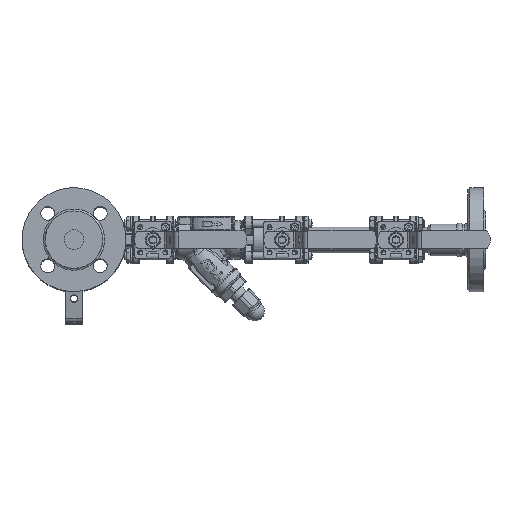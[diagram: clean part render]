
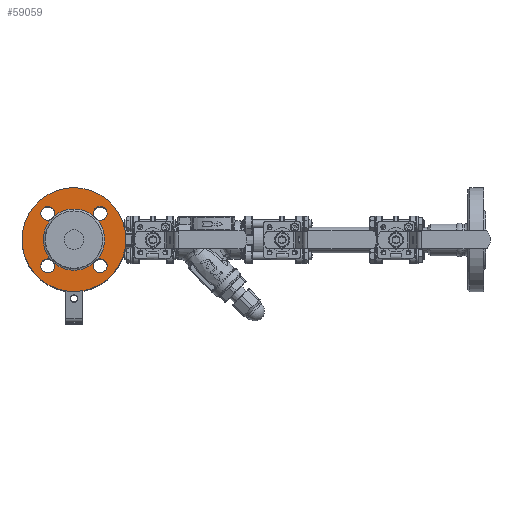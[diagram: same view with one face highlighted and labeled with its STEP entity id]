
A CAD part, top view. The second image highlights one B-rep face of the part: STEP entity #59059.
In plain terms, the highlighted planar face has unit normal (0, 0, 1).
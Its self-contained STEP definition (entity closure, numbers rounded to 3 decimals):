
#5998=FACE_BOUND('',#13930,.T.);
#7015=PLANE('',#65257);
#10035=FACE_OUTER_BOUND('',#13929,.T.);
#13929=EDGE_LOOP('',(#51106));
#13930=EDGE_LOOP('',(#51107,#51108,#51109,#51110,#51111,#51112,#51113,#51114,
#51115,#51116,#51117,#51118,#51119));
#23018=CIRCLE('',#65258,52.5);
#23019=CIRCLE('',#65259,31.);
#23020=CIRCLE('',#65260,7.);
#23021=CIRCLE('',#65261,7.);
#23022=CIRCLE('',#65262,31.);
#23023=CIRCLE('',#65263,7.);
#23024=CIRCLE('',#65264,7.);
#23025=CIRCLE('',#65265,31.);
#23026=CIRCLE('',#65266,7.);
#23027=CIRCLE('',#65267,7.);
#23028=CIRCLE('',#65268,31.);
#23029=CIRCLE('',#65269,31.);
#23030=CIRCLE('',#65270,7.);
#23031=CIRCLE('',#65271,7.);
#27831=VERTEX_POINT('',#114365);
#27832=VERTEX_POINT('',#114367);
#27833=VERTEX_POINT('',#114368);
#27834=VERTEX_POINT('',#114370);
#27835=VERTEX_POINT('',#114372);
#27836=VERTEX_POINT('',#114374);
#27837=VERTEX_POINT('',#114376);
#27838=VERTEX_POINT('',#114378);
#27839=VERTEX_POINT('',#114380);
#27840=VERTEX_POINT('',#114382);
#27841=VERTEX_POINT('',#114384);
#27842=VERTEX_POINT('',#114386);
#27843=VERTEX_POINT('',#114388);
#27844=VERTEX_POINT('',#114390);
#35751=EDGE_CURVE('',#27831,#27831,#23018,.T.);
#35752=EDGE_CURVE('',#27832,#27833,#23019,.T.);
#35753=EDGE_CURVE('',#27832,#27834,#23020,.T.);
#35754=EDGE_CURVE('',#27834,#27835,#23021,.T.);
#35755=EDGE_CURVE('',#27836,#27835,#23022,.T.);
#35756=EDGE_CURVE('',#27836,#27837,#23023,.T.);
#35757=EDGE_CURVE('',#27837,#27838,#23024,.T.);
#35758=EDGE_CURVE('',#27839,#27838,#23025,.T.);
#35759=EDGE_CURVE('',#27839,#27840,#23026,.T.);
#35760=EDGE_CURVE('',#27840,#27841,#23027,.T.);
#35761=EDGE_CURVE('',#27842,#27841,#23028,.T.);
#35762=EDGE_CURVE('',#27843,#27842,#23029,.T.);
#35763=EDGE_CURVE('',#27843,#27844,#23030,.T.);
#35764=EDGE_CURVE('',#27844,#27833,#23031,.T.);
#51106=ORIENTED_EDGE('',*,*,#35751,.F.);
#51107=ORIENTED_EDGE('',*,*,#35752,.F.);
#51108=ORIENTED_EDGE('',*,*,#35753,.T.);
#51109=ORIENTED_EDGE('',*,*,#35754,.T.);
#51110=ORIENTED_EDGE('',*,*,#35755,.F.);
#51111=ORIENTED_EDGE('',*,*,#35756,.T.);
#51112=ORIENTED_EDGE('',*,*,#35757,.T.);
#51113=ORIENTED_EDGE('',*,*,#35758,.F.);
#51114=ORIENTED_EDGE('',*,*,#35759,.T.);
#51115=ORIENTED_EDGE('',*,*,#35760,.T.);
#51116=ORIENTED_EDGE('',*,*,#35761,.F.);
#51117=ORIENTED_EDGE('',*,*,#35762,.F.);
#51118=ORIENTED_EDGE('',*,*,#35763,.T.);
#51119=ORIENTED_EDGE('',*,*,#35764,.T.);
#59059=ADVANCED_FACE('',(#10035,#5998),#7015,.F.);
#65257=AXIS2_PLACEMENT_3D('',#114364,#79577,#79578);
#65258=AXIS2_PLACEMENT_3D('',#114366,#79579,#79580);
#65259=AXIS2_PLACEMENT_3D('',#114369,#79581,#79582);
#65260=AXIS2_PLACEMENT_3D('',#114371,#79583,#79584);
#65261=AXIS2_PLACEMENT_3D('',#114373,#79585,#79586);
#65262=AXIS2_PLACEMENT_3D('',#114375,#79587,#79588);
#65263=AXIS2_PLACEMENT_3D('',#114377,#79589,#79590);
#65264=AXIS2_PLACEMENT_3D('',#114379,#79591,#79592);
#65265=AXIS2_PLACEMENT_3D('',#114381,#79593,#79594);
#65266=AXIS2_PLACEMENT_3D('',#114383,#79595,#79596);
#65267=AXIS2_PLACEMENT_3D('',#114385,#79597,#79598);
#65268=AXIS2_PLACEMENT_3D('',#114387,#79599,#79600);
#65269=AXIS2_PLACEMENT_3D('',#114389,#79601,#79602);
#65270=AXIS2_PLACEMENT_3D('',#114391,#79603,#79604);
#65271=AXIS2_PLACEMENT_3D('',#114392,#79605,#79606);
#79577=DIRECTION('center_axis',(0.,0.,
-1.));
#79578=DIRECTION('ref_axis',(1.,0.,0.));
#79579=DIRECTION('center_axis',(0.,0.,
-1.));
#79580=DIRECTION('ref_axis',(1.,0.,0.));
#79581=DIRECTION('center_axis',(0.,0.,
1.));
#79582=DIRECTION('ref_axis',(1.,0.,0.));
#79583=DIRECTION('center_axis',(0.,0.,
-1.));
#79584=DIRECTION('ref_axis',(1.,0.,0.));
#79585=DIRECTION('center_axis',(0.,0.,
-1.));
#79586=DIRECTION('ref_axis',(1.,0.,0.));
#79587=DIRECTION('center_axis',(0.,0.,
1.));
#79588=DIRECTION('ref_axis',(1.,0.,0.));
#79589=DIRECTION('center_axis',(0.,0.,
-1.));
#79590=DIRECTION('ref_axis',(0.,-1.,0.));
#79591=DIRECTION('center_axis',(0.,0.,
-1.));
#79592=DIRECTION('ref_axis',(0.,-1.,0.));
#79593=DIRECTION('center_axis',(0.,0.,
1.));
#79594=DIRECTION('ref_axis',(1.,0.,0.));
#79595=DIRECTION('center_axis',(0.,0.,
-1.));
#79596=DIRECTION('ref_axis',(-1.,0.,0.));
#79597=DIRECTION('center_axis',(0.,0.,
-1.));
#79598=DIRECTION('ref_axis',(-1.,0.,0.));
#79599=DIRECTION('center_axis',(0.,0.,
1.));
#79600=DIRECTION('ref_axis',(1.,0.,0.));
#79601=DIRECTION('center_axis',(0.,0.,
1.));
#79602=DIRECTION('ref_axis',(1.,0.,0.));
#79603=DIRECTION('center_axis',(0.,0.,
-1.));
#79604=DIRECTION('ref_axis',(0.,1.,0.));
#79605=DIRECTION('center_axis',(0.,0.,
-1.));
#79606=DIRECTION('ref_axis',(0.,1.,0.));
#114364=CARTESIAN_POINT('Origin',(-145.036,18.833,177.983));
#114365=CARTESIAN_POINT('',(-197.536,18.833,177.983));
#114366=CARTESIAN_POINT('Origin',(-145.036,18.833,177.983));
#114367=CARTESIAN_POINT('',(-124.848,42.358,177.983));
#114368=CARTESIAN_POINT('',(-165.223,42.358,177.983));
#114369=CARTESIAN_POINT('Origin',(-145.036,18.833,177.983));
#114370=CARTESIAN_POINT('',(-125.519,45.349,177.983));
#114371=CARTESIAN_POINT('Origin',(-118.519,45.349,177.983));
#114372=CARTESIAN_POINT('',(-121.51,39.02,177.983));
#114373=CARTESIAN_POINT('Origin',(-118.519,45.349,177.983));
#114374=CARTESIAN_POINT('',(-121.51,-1.355,177.983));
#114375=CARTESIAN_POINT('Origin',(-145.036,18.833,177.983));
#114376=CARTESIAN_POINT('',(-118.519,-0.684,177.983));
#114377=CARTESIAN_POINT('Origin',(-118.519,-7.684,177.983));
#114378=CARTESIAN_POINT('',(-124.848,-4.693,177.983));
#114379=CARTESIAN_POINT('Origin',(-118.519,-7.684,177.983));
#114380=CARTESIAN_POINT('',(-165.223,-4.693,177.983));
#114381=CARTESIAN_POINT('Origin',(-145.036,18.833,177.983));
#114382=CARTESIAN_POINT('',(-164.552,-7.684,177.983));
#114383=CARTESIAN_POINT('Origin',(-171.552,-7.684,177.983));
#114384=CARTESIAN_POINT('',(-168.562,-1.355,177.983));
#114385=CARTESIAN_POINT('Origin',(-171.552,-7.684,177.983));
#114386=CARTESIAN_POINT('',(-176.036,18.833,177.983));
#114387=CARTESIAN_POINT('Origin',(-145.036,18.833,177.983));
#114388=CARTESIAN_POINT('',(-168.562,39.02,177.983));
#114389=CARTESIAN_POINT('Origin',(-145.036,18.833,177.983));
#114390=CARTESIAN_POINT('',(-171.552,38.349,177.983));
#114391=CARTESIAN_POINT('Origin',(-171.552,45.349,177.983));
#114392=CARTESIAN_POINT('Origin',(-171.552,45.349,177.983));
